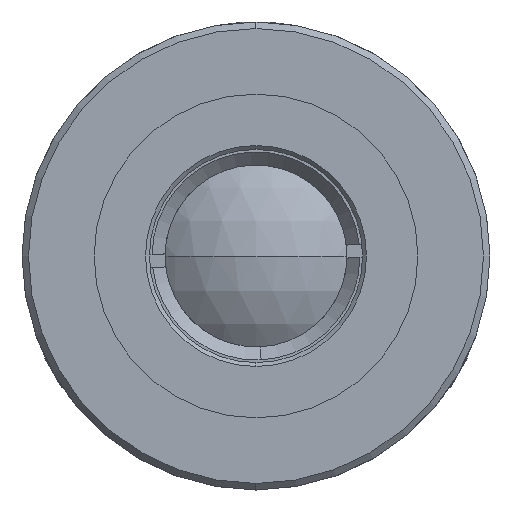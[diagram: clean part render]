
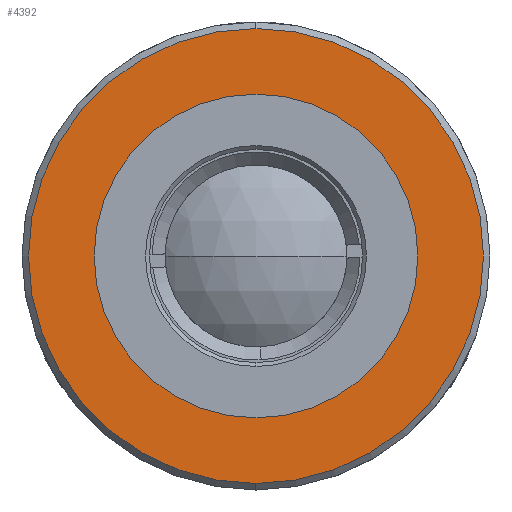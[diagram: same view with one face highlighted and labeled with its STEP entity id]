
A CAD part, left-side view. The second image highlights one B-rep face of the part: STEP entity #4392.
In plain terms, the highlighted planar face has unit normal (-1, 0, 0).
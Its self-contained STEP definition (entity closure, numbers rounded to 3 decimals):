
#183 = VERTEX_POINT ( 'NONE', #2816 ) ;
#332 = PLANE ( 'NONE',  #1379 ) ;
#350 = EDGE_CURVE ( 'NONE', #1009, #4083, #4183, .T. ) ;
#404 = CARTESIAN_POINT ( 'NONE',  ( -5.002, 0., 0. ) ) ;
#574 = CIRCLE ( 'NONE', #1200, 17.5 ) ;
#846 = ORIENTED_EDGE ( 'NONE', *, *, #1429, .F. ) ;
#887 = AXIS2_PLACEMENT_3D ( 'NONE', #404, #3348, #4103 ) ;
#900 = ORIENTED_EDGE ( 'NONE', *, *, #1648, .T. ) ;
#960 = DIRECTION ( 'NONE',  ( 0., 0., 1. ) ) ;
#1009 = VERTEX_POINT ( 'NONE', #1218 ) ;
#1159 = CARTESIAN_POINT ( 'NONE',  ( -5.002, 0., 12.45 ) ) ;
#1200 = AXIS2_PLACEMENT_3D ( 'NONE', #1968, #4588, #2683 ) ;
#1218 = CARTESIAN_POINT ( 'NONE',  ( -5.002, 0., -12.45 ) ) ;
#1257 = CARTESIAN_POINT ( 'NONE',  ( -5.002, 0., -17.5 ) ) ;
#1379 = AXIS2_PLACEMENT_3D ( 'NONE', #4382, #3136, #4005 ) ;
#1429 = EDGE_CURVE ( 'NONE', #4083, #1009, #1747, .T. ) ;
#1501 = CIRCLE ( 'NONE', #2502, 17.5 ) ;
#1648 = EDGE_CURVE ( 'NONE', #2699, #183, #1501, .T. ) ;
#1747 = CIRCLE ( 'NONE', #887, 12.45 ) ;
#1968 = CARTESIAN_POINT ( 'NONE',  ( -5.002, 0., 0. ) ) ;
#2044 = DIRECTION ( 'NONE',  ( -1., 0., 0. ) ) ;
#2108 = DIRECTION ( 'NONE',  ( 0., 0., -1. ) ) ;
#2339 = EDGE_CURVE ( 'NONE', #183, #2699, #574, .T. ) ;
#2453 = ORIENTED_EDGE ( 'NONE', *, *, #2339, .T. ) ;
#2502 = AXIS2_PLACEMENT_3D ( 'NONE', #2817, #4706, #2108 ) ;
#2586 = EDGE_LOOP ( 'NONE', ( #846, #2749 ) ) ;
#2683 = DIRECTION ( 'NONE',  ( 0., 0., -1. ) ) ;
#2699 = VERTEX_POINT ( 'NONE', #1257 ) ;
#2749 = ORIENTED_EDGE ( 'NONE', *, *, #350, .F. ) ;
#2816 = CARTESIAN_POINT ( 'NONE',  ( -5.002, 0., 17.5 ) ) ;
#2817 = CARTESIAN_POINT ( 'NONE',  ( -5.002, 0., 0. ) ) ;
#3136 = DIRECTION ( 'NONE',  ( 1., 0., 0. ) ) ;
#3223 = FACE_OUTER_BOUND ( 'NONE', #3505, .T. ) ;
#3348 = DIRECTION ( 'NONE',  ( -1., 0., 0. ) ) ;
#3505 = EDGE_LOOP ( 'NONE', ( #900, #2453 ) ) ;
#4005 = DIRECTION ( 'NONE',  ( 0., 0., -1. ) ) ;
#4083 = VERTEX_POINT ( 'NONE', #1159 ) ;
#4103 = DIRECTION ( 'NONE',  ( 0., 0., 1. ) ) ;
#4183 = CIRCLE ( 'NONE', #4406, 12.45 ) ;
#4242 = CARTESIAN_POINT ( 'NONE',  ( -5.002, 0., 0. ) ) ;
#4382 = CARTESIAN_POINT ( 'NONE',  ( -5.002, 18., 0. ) ) ;
#4392 = ADVANCED_FACE ( 'NONE', ( #3223, #4654 ), #332, .F. ) ;
#4406 = AXIS2_PLACEMENT_3D ( 'NONE', #4242, #2044, #960 ) ;
#4588 = DIRECTION ( 'NONE',  ( -1., 0., 0. ) ) ;
#4654 = FACE_BOUND ( 'NONE', #2586, .T. ) ;
#4706 = DIRECTION ( 'NONE',  ( -1., 0., 0. ) ) ;
